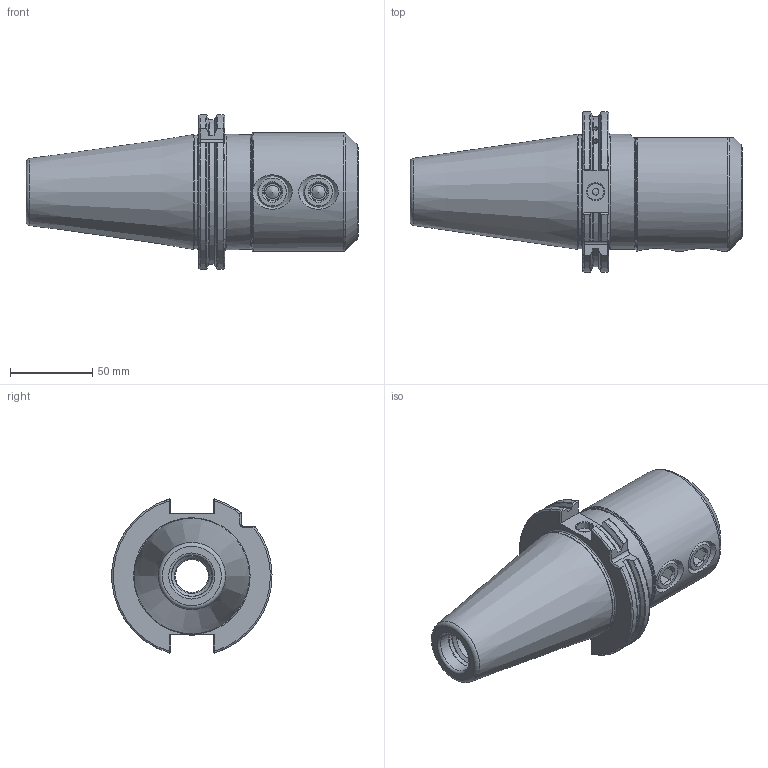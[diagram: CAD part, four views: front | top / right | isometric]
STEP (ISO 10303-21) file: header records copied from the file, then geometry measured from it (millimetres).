
FILE_DESCRIPTION(/* description */ (''),/* implementation_level */ '2;1');
FILE_NAME(/* name */ 'SK50-SLA32-100.stp',/* time_stamp */ '2023-04-18T10:55:42+08:00',/* author */ ('Administrator'),/* organization */ (''),/* preprocessor_version */ 'ST-DEVELOPER v18.1',/* originating_system */ 'Autodesk Inventor 2022',/* authorisation */ '');
FILE_SCHEMA (('AUTOMOTIVE_DESIGN { 1 0 10303 214 3 1 1 }'));
Length unit declared in the file: millimetre
Products named in the file (3): SK50-SLA32-100; SK50-SLA32-100_1; M20x2x20
Assembly tree (3 placements, depth 2):
  SK50-SLA32-100
    SK50-SLA32-100_1
    M20x2x20  x2
Bounding box: 201.75 x 97.32 x 93.62 mm (x, y, z)
Volume: 576802.7 mm3; surface area: 73599.4 mm2
Topology: 3 solids, 3 shells, 190 faces, 517 edges, 332 vertices
Faces by surface type: plane 73, cylinder 38, cone 36, torus 27, bspline 16
Full cylindrical faces by diameter (mm): 3.5 x4, 8 x2, 10 x3, 18 x2, 20 x3, 20.5 x2, 21 x1, 25 x1, 25.6 x1, 32 x1, 33 x1, 69.25 x1, 70 x1
Entity records: 6669 total; most frequent: CARTESIAN_POINT 2555, ORIENTED_EDGE 906, DIRECTION 766, EDGE_CURVE 453, AXIS2_PLACEMENT_3D 296, VERTEX_POINT 295, EDGE_LOOP 180, LINE 174
